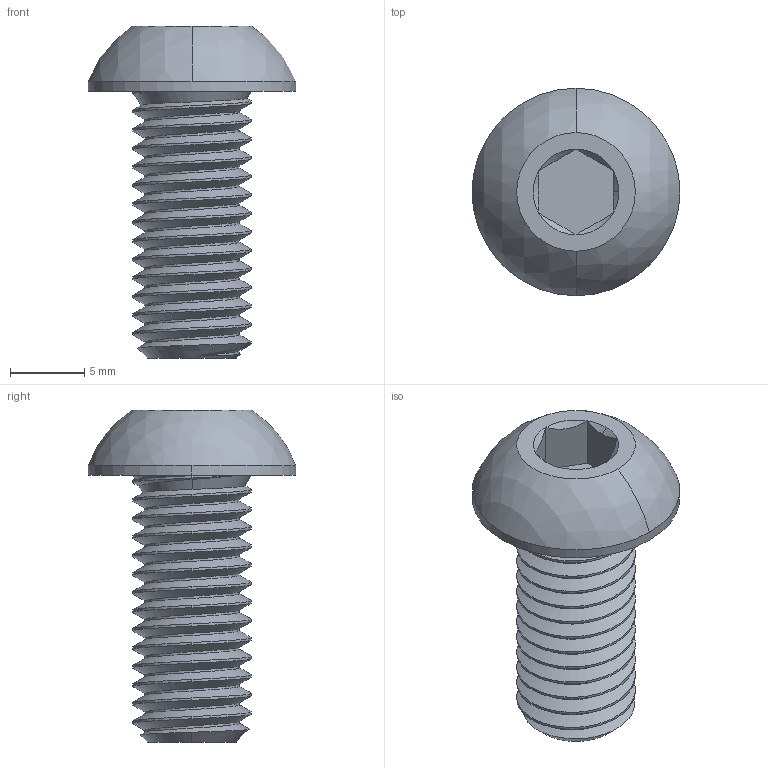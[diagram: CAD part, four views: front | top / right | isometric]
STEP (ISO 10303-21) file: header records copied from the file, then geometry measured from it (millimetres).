
FILE_DESCRIPTION (( 'STEP AP203' ), '1' );
FILE_NAME ('91306A775_Button Head Hex Drive Screws.STEP', '2021-07-08T16:04:30', ( 'Administrator' ), ( 'Managed by Terraform' ), 'SwSTEP 2.0', 'SolidWorks 2017', '' );
FILE_SCHEMA (( 'CONFIG_CONTROL_DESIGN' ));
Length unit declared in the file: millimetre
Products named in the file (1): 91306A775_Button Head Hex Drive Screws
Bounding box: 14 x 14 x 22.4 mm (x, y, z)
Volume: 1170.3 mm3; surface area: 1141.9 mm2
Topology: 1 solids, 1 shells, 61 faces, 156 edges, 99 vertices
Faces by surface type: cylinder 31, cone 15, plane 10, bspline 3, sphere 2
Entity records: 4340 total; most frequent: CARTESIAN_POINT 2998, ORIENTED_EDGE 312, DIRECTION 218, EDGE_CURVE 156, VERTEX_POINT 99, AXIS2_PLACEMENT_3D 84, EDGE_LOOP 63, FACE_OUTER_BOUND 61
